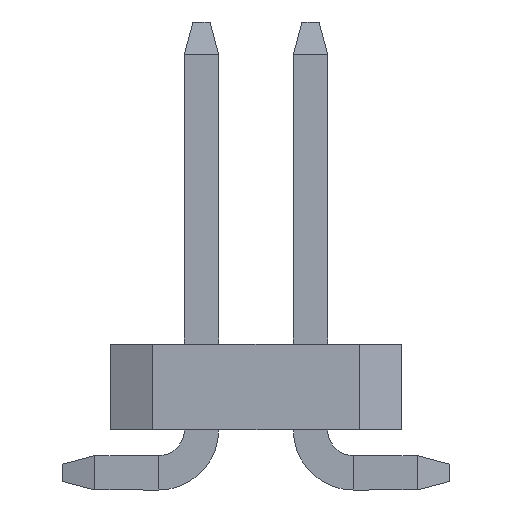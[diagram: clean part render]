
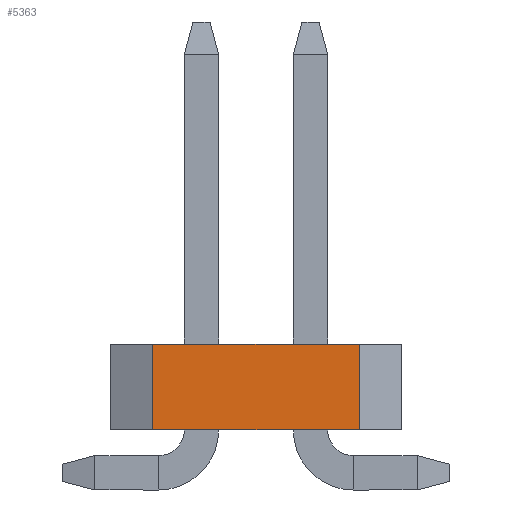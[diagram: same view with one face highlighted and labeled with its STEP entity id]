
A CAD part, left-side view. The second image highlights one B-rep face of the part: STEP entity #5363.
In plain terms, the highlighted planar face has unit normal (-1, 0, 0).
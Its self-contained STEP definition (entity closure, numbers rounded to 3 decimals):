
#219 = VERTEX_POINT ( 'NONE', #1735 ) ;
#240 = VECTOR ( 'NONE', #2042, 1000. ) ;
#319 = LINE ( 'NONE', #2062, #5408 ) ;
#361 = LINE ( 'NONE', #2426, #240 ) ;
#523 = CARTESIAN_POINT ( 'NONE',  ( -12.7, -1.2, -1.5 ) ) ;
#722 = DIRECTION ( 'NONE',  ( 0., -1., 0. ) ) ;
#917 = EDGE_CURVE ( 'NONE', #5182, #4631, #319, .T. ) ;
#967 = CARTESIAN_POINT ( 'NONE',  ( -12.7, 1.2, 0. ) ) ;
#1222 = LINE ( 'NONE', #5442, #4810 ) ;
#1438 = DIRECTION ( 'NONE',  ( 0., 0., -1. ) ) ;
#1452 = EDGE_LOOP ( 'NONE', ( #4569, #4374, #1681, #4116 ) ) ;
#1623 = EDGE_CURVE ( 'NONE', #5182, #2669, #361, .T. ) ;
#1654 = CARTESIAN_POINT ( 'NONE',  ( -12.7, -1.2, 0. ) ) ;
#1681 = ORIENTED_EDGE ( 'NONE', *, *, #3860, .F. ) ;
#1735 = CARTESIAN_POINT ( 'NONE',  ( -12.7, -1.2, 1. ) ) ;
#2042 = DIRECTION ( 'NONE',  ( 0., 0., 1. ) ) ;
#2062 = CARTESIAN_POINT ( 'NONE',  ( -12.7, -1.7, 0. ) ) ;
#2426 = CARTESIAN_POINT ( 'NONE',  ( -12.7, 1.2, -1.5 ) ) ;
#2669 = VERTEX_POINT ( 'NONE', #3760 ) ;
#2757 = EDGE_CURVE ( 'NONE', #4631, #219, #5129, .T. ) ;
#2888 = VECTOR ( 'NONE', #4241, 1000. ) ;
#3249 = PLANE ( 'NONE',  #4334 ) ;
#3584 = FACE_OUTER_BOUND ( 'NONE', #1452, .T. ) ;
#3732 = DIRECTION ( 'NONE',  ( 0., -1., 0. ) ) ;
#3760 = CARTESIAN_POINT ( 'NONE',  ( -12.7, 1.2, 1. ) ) ;
#3860 = EDGE_CURVE ( 'NONE', #2669, #219, #1222, .T. ) ;
#4116 = ORIENTED_EDGE ( 'NONE', *, *, #1623, .F. ) ;
#4241 = DIRECTION ( 'NONE',  ( 0., 0., 1. ) ) ;
#4334 = AXIS2_PLACEMENT_3D ( 'NONE', #4956, #5264, #1438 ) ;
#4374 = ORIENTED_EDGE ( 'NONE', *, *, #2757, .T. ) ;
#4569 = ORIENTED_EDGE ( 'NONE', *, *, #917, .T. ) ;
#4631 = VERTEX_POINT ( 'NONE', #1654 ) ;
#4810 = VECTOR ( 'NONE', #3732, 1000. ) ;
#4956 = CARTESIAN_POINT ( 'NONE',  ( -12.7, -1.7, 1. ) ) ;
#5129 = LINE ( 'NONE', #523, #2888 ) ;
#5182 = VERTEX_POINT ( 'NONE', #967 ) ;
#5264 = DIRECTION ( 'NONE',  ( 1., 0., 0. ) ) ;
#5363 = ADVANCED_FACE ( 'NONE', ( #3584 ), #3249, .F. ) ;
#5408 = VECTOR ( 'NONE', #722, 1000. ) ;
#5442 = CARTESIAN_POINT ( 'NONE',  ( -12.7, -1.7, 1. ) ) ;
